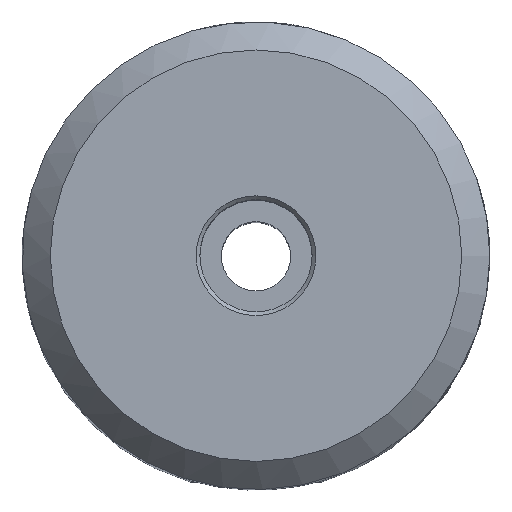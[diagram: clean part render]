
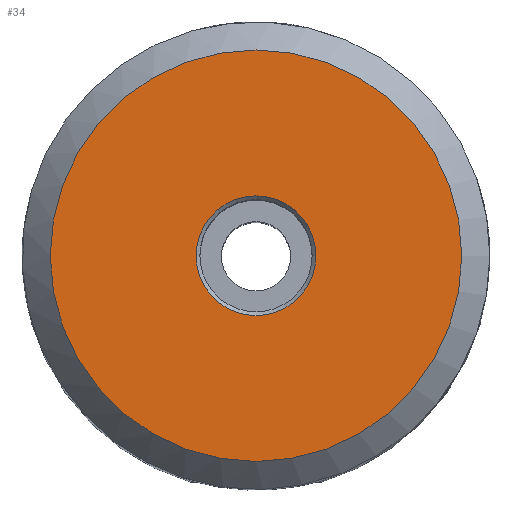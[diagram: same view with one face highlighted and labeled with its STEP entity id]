
A CAD part, top view. The second image highlights one B-rep face of the part: STEP entity #34.
In plain terms, the highlighted planar face has unit normal (0, 0, 1).
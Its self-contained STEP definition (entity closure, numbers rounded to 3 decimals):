
#2 = DIRECTION ( 'NONE',  ( 0., 0., -1. ) ) ;
#9 = DIRECTION ( 'NONE',  ( 0., 0., 1. ) ) ;
#13 = CIRCLE ( 'NONE', #586, 3.2 ) ;
#14 = DIRECTION ( 'NONE',  ( 1., 0., 0. ) ) ;
#34 = ADVANCED_FACE ( 'NONE', ( #189, #970 ), #535, .T. ) ;
#81 = CARTESIAN_POINT ( 'NONE',  ( 0., 0., 60. ) ) ;
#107 = CARTESIAN_POINT ( 'NONE',  ( 0., 0., 60. ) ) ;
#164 = AXIS2_PLACEMENT_3D ( 'NONE', #107, #800, #611 ) ;
#189 = FACE_BOUND ( 'NONE', #1027, .T. ) ;
#309 = VERTEX_POINT ( 'NONE', #826 ) ;
#333 = DIRECTION ( 'NONE',  ( 1., 0., 0. ) ) ;
#351 = ORIENTED_EDGE ( 'NONE', *, *, #458, .T. ) ;
#390 = VERTEX_POINT ( 'NONE', #548 ) ;
#434 = CARTESIAN_POINT ( 'NONE',  ( 0., 0., 60. ) ) ;
#458 = EDGE_CURVE ( 'NONE', #309, #309, #803, .T. ) ;
#535 = PLANE ( 'NONE',  #820 ) ;
#548 = CARTESIAN_POINT ( 'NONE',  ( 3.2, 0., 60. ) ) ;
#586 = AXIS2_PLACEMENT_3D ( 'NONE', #81, #2, #333 ) ;
#611 = DIRECTION ( 'NONE',  ( 1., 0., 0. ) ) ;
#616 = EDGE_LOOP ( 'NONE', ( #351 ) ) ;
#800 = DIRECTION ( 'NONE',  ( 0., 0., 1. ) ) ;
#803 = CIRCLE ( 'NONE', #164, 11. ) ;
#820 = AXIS2_PLACEMENT_3D ( 'NONE', #434, #9, #14 ) ;
#826 = CARTESIAN_POINT ( 'NONE',  ( 11., 0., 60. ) ) ;
#852 = EDGE_CURVE ( 'NONE', #390, #390, #13, .T. ) ;
#935 = ORIENTED_EDGE ( 'NONE', *, *, #852, .T. ) ;
#970 = FACE_OUTER_BOUND ( 'NONE', #616, .T. ) ;
#1027 = EDGE_LOOP ( 'NONE', ( #935 ) ) ;
